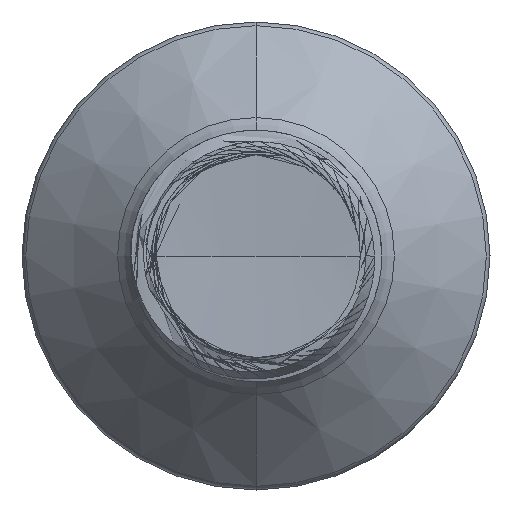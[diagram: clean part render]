
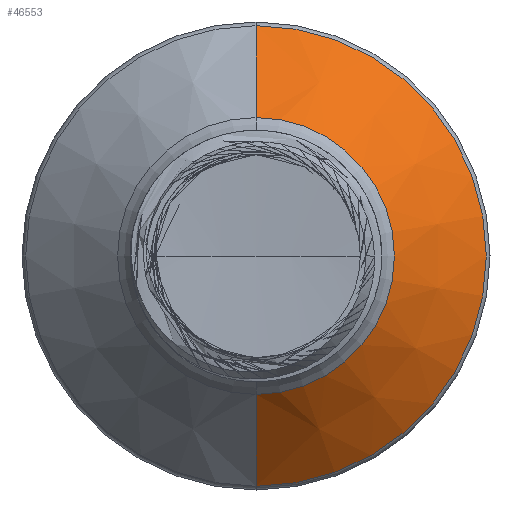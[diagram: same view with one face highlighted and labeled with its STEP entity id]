
A CAD part, front view. The second image highlights one B-rep face of the part: STEP entity #46553.
In plain terms, the highlighted conical face has half-angle 45 degrees and reference radius 2.75 mm.
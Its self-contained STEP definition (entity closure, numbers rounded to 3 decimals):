
#2803 = ORIENTED_EDGE ( 'NONE', *, *, #32897, .F. ) ;
#3165 = AXIS2_PLACEMENT_3D ( 'NONE', #13233, #25852, #22049 ) ;
#3766 = EDGE_LOOP ( 'NONE', ( #23921, #19498, #20669, #2803 ) ) ;
#3909 = DIRECTION ( 'NONE',  ( 0., 0., 1. ) ) ;
#4135 = DIRECTION ( 'NONE',  ( 0., 0.707, 0.707 ) ) ;
#8921 = VECTOR ( 'NONE', #4135, 1000. ) ;
#11165 = CARTESIAN_POINT ( 'NONE',  ( 0., 48.865, -2.75 ) ) ;
#11335 = VERTEX_POINT ( 'NONE', #33011 ) ;
#13233 = CARTESIAN_POINT ( 'NONE',  ( 0., 48.865, 0. ) ) ;
#15883 = AXIS2_PLACEMENT_3D ( 'NONE', #53270, #29614, #3909 ) ;
#17211 = CIRCLE ( 'NONE', #15883, 4.577 ) ;
#17275 = CARTESIAN_POINT ( 'NONE',  ( 0., 48.865, 0. ) ) ;
#19498 = ORIENTED_EDGE ( 'NONE', *, *, #20010, .T. ) ;
#20010 = EDGE_CURVE ( 'NONE', #11335, #52571, #36494, .T. ) ;
#20471 = CIRCLE ( 'NONE', #34745, 2.75 ) ;
#20669 = ORIENTED_EDGE ( 'NONE', *, *, #26555, .F. ) ;
#21515 = DIRECTION ( 'NONE',  ( 0., 0., 1. ) ) ;
#22049 = DIRECTION ( 'NONE',  ( 0., 0., 1. ) ) ;
#23921 = ORIENTED_EDGE ( 'NONE', *, *, #27294, .T. ) ;
#23974 = VECTOR ( 'NONE', #52209, 1000. ) ;
#25852 = DIRECTION ( 'NONE',  ( 0., 1., 0. ) ) ;
#26555 = EDGE_CURVE ( 'NONE', #32033, #52571, #17211, .T. ) ;
#27294 = EDGE_CURVE ( 'NONE', #37257, #11335, #20471, .T. ) ;
#29333 = FACE_OUTER_BOUND ( 'NONE', #3766, .T. ) ;
#29614 = DIRECTION ( 'NONE',  ( 0., 1., 0. ) ) ;
#31750 = LINE ( 'NONE', #45644, #8921 ) ;
#32033 = VERTEX_POINT ( 'NONE', #35339 ) ;
#32897 = EDGE_CURVE ( 'NONE', #37257, #32033, #31750, .T. ) ;
#33011 = CARTESIAN_POINT ( 'NONE',  ( 0., 48.865, -2.75 ) ) ;
#34745 = AXIS2_PLACEMENT_3D ( 'NONE', #17275, #46065, #21515 ) ;
#35339 = CARTESIAN_POINT ( 'NONE',  ( 0., 50.692, 4.577 ) ) ;
#36494 = LINE ( 'NONE', #11165, #23974 ) ;
#37257 = VERTEX_POINT ( 'NONE', #49784 ) ;
#37732 = CONICAL_SURFACE ( 'NONE', #3165, 2.75, 0.785 ) ;
#45644 = CARTESIAN_POINT ( 'NONE',  ( 0., 48.865, 2.75 ) ) ;
#46065 = DIRECTION ( 'NONE',  ( 0., 1., 0. ) ) ;
#46553 = ADVANCED_FACE ( 'NONE', ( #29333 ), #37732, .T. ) ;
#48419 = CARTESIAN_POINT ( 'NONE',  ( 0., 50.692, -4.577 ) ) ;
#49784 = CARTESIAN_POINT ( 'NONE',  ( 0., 48.865, 2.75 ) ) ;
#52209 = DIRECTION ( 'NONE',  ( 0., 0.707, -0.707 ) ) ;
#52571 = VERTEX_POINT ( 'NONE', #48419 ) ;
#53270 = CARTESIAN_POINT ( 'NONE',  ( 0., 50.692, 0. ) ) ;
